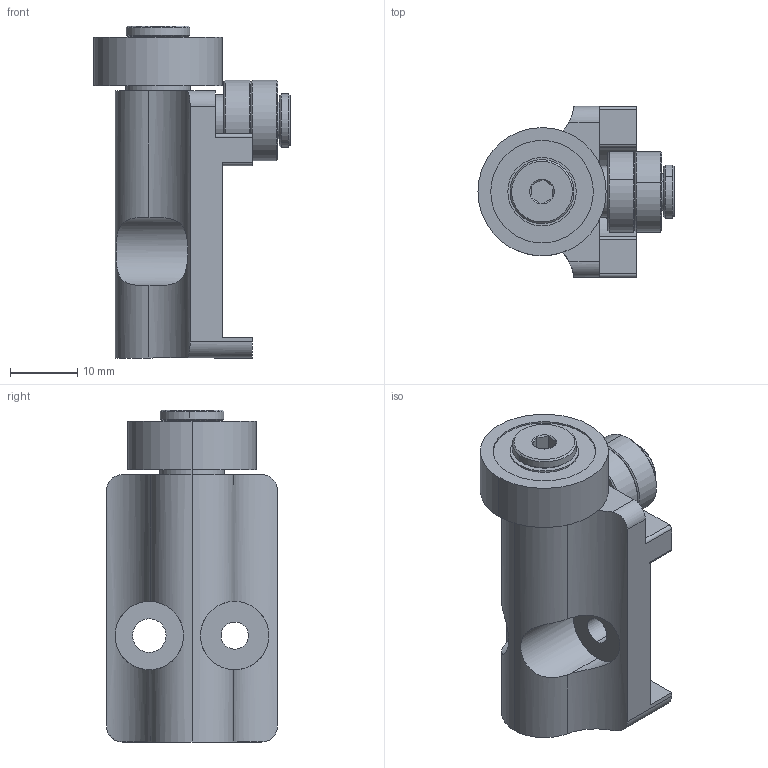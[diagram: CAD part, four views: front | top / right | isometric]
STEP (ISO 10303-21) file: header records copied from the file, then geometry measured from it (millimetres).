
FILE_DESCRIPTION (( 'STEP AP214' ), '1' );
FILE_NAME ('WCP-0323.step', '2023-04-03T21:04:55', ( '' ), ( '' ), 'SwSTEP 2.0', 'SolidWorks 2022', '' );
FILE_SCHEMA (( 'AUTOMOTIVE_DESIGN' ));
Length unit declared in the file: inch
Products named in the file (6): WCP-0323; WCP-0498 Rev1; WCP-0212_0_250_radial_bearing; WCP-0473 Rev1; WCP-0323-001 Rev2; WCP-0574 Rev1
Assembly tree (6 placements, depth 2):
  WCP-0323
    WCP-0323-001 Rev2
    WCP-0498 Rev1  x2
    WCP-0212_0_250_radial_bearing
    WCP-0473 Rev1
    WCP-0574 Rev1
Bounding box: 29.15 x 25.4 x 49.33 mm (x, y, z)
Volume: 12912.9 mm3; surface area: 8449.4 mm2
Topology: 36 solids, 36 shells, 334 faces, 796 edges, 456 vertices
Faces by surface type: cylinder 136, plane 68, bspline 66, cone 60, torus 4
Entity records: 11605 total; most frequent: CARTESIAN_POINT 5317, DIRECTION 1216, ORIENTED_EDGE 1168, EDGE_CURVE 584, AXIS2_PLACEMENT_3D 501, VERTEX_POINT 376, EDGE_LOOP 302, ADVANCED_FACE 268
